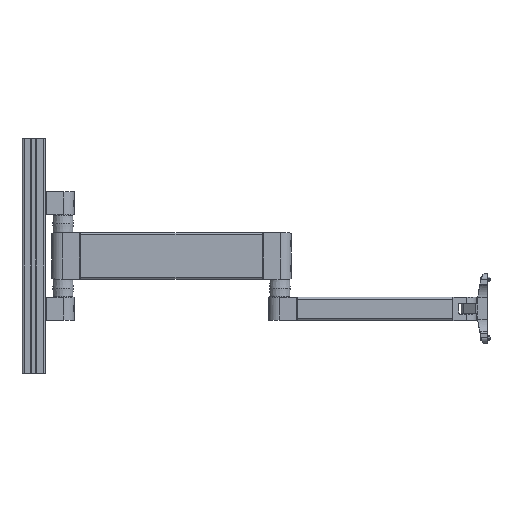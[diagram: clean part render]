
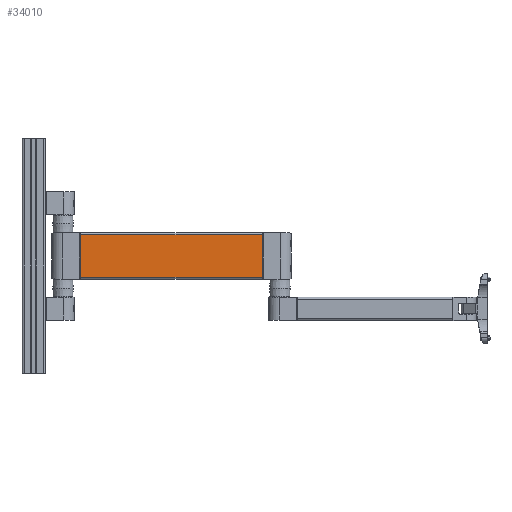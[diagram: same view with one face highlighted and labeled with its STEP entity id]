
A CAD part, top view. The second image highlights one B-rep face of the part: STEP entity #34010.
In plain terms, the highlighted planar face has unit normal (0, 0, 1).
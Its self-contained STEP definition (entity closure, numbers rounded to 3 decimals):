
#5020=ORIENTED_EDGE('',*,*,#14259,.T.);
#5021=ORIENTED_EDGE('',*,*,#14260,.F.);
#5022=ORIENTED_EDGE('',*,*,#14261,.F.);
#5023=ORIENTED_EDGE('',*,*,#14257,.T.);
#14257=EDGE_CURVE('',#19054,#19053,#22463,.T.);
#14259=EDGE_CURVE('',#19053,#19055,#22464,.T.);
#14260=EDGE_CURVE('',#19056,#19055,#22465,.T.);
#14261=EDGE_CURVE('',#19054,#19056,#22466,.T.);
#19053=VERTEX_POINT('',#59668);
#19054=VERTEX_POINT('',#59670);
#19055=VERTEX_POINT('',#59674);
#19056=VERTEX_POINT('',#59676);
#22463=LINE('',#59669,#25652);
#22464=LINE('',#59673,#25653);
#22465=LINE('',#59675,#25654);
#22466=LINE('',#59677,#25655);
#25652=VECTOR('',#49139,1000.);
#25653=VECTOR('',#49144,1000.);
#25654=VECTOR('',#49145,1000.);
#25655=VECTOR('',#49146,1000.);
#28656=EDGE_LOOP('',(#5020,#5021,#5022,#5023));
#30869=FACE_BOUND('',#28656,.T.);
#32836=PLANE('',#44207);
#34010=ADVANCED_FACE('',(#30869),#32836,.F.);
#44207=AXIS2_PLACEMENT_3D('',#59672,#49142,#49143);
#49139=DIRECTION('',(0.,-1.,0.));
#49142=DIRECTION('',(0.,0.,-1.));
#49143=DIRECTION('',(-1.,0.,0.));
#49144=DIRECTION('',(1.,0.,0.));
#49145=DIRECTION('',(0.,-1.,0.));
#49146=DIRECTION('',(1.,0.,0.));
#59668=CARTESIAN_POINT('',(-16.,-155.,20.));
#59669=CARTESIAN_POINT('',(-16.,155.,20.));
#59670=CARTESIAN_POINT('',(-16.,155.,20.));
#59672=CARTESIAN_POINT('',(-16.,155.,20.));
#59673=CARTESIAN_POINT('',(-16.,-155.,20.));
#59674=CARTESIAN_POINT('',(56.,-155.,20.));
#59675=CARTESIAN_POINT('',(56.,155.,20.));
#59676=CARTESIAN_POINT('',(56.,155.,20.));
#59677=CARTESIAN_POINT('',(-16.,155.,20.));
